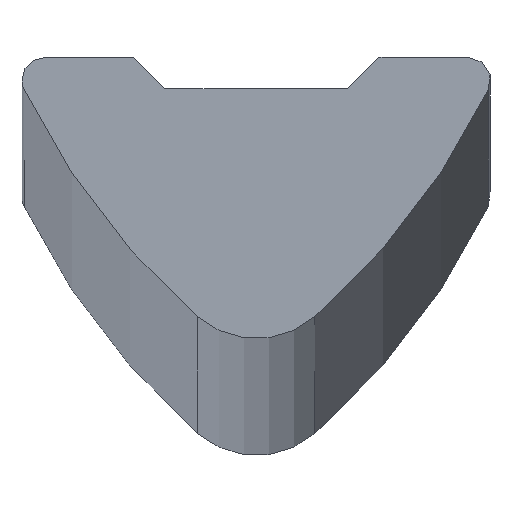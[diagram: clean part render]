
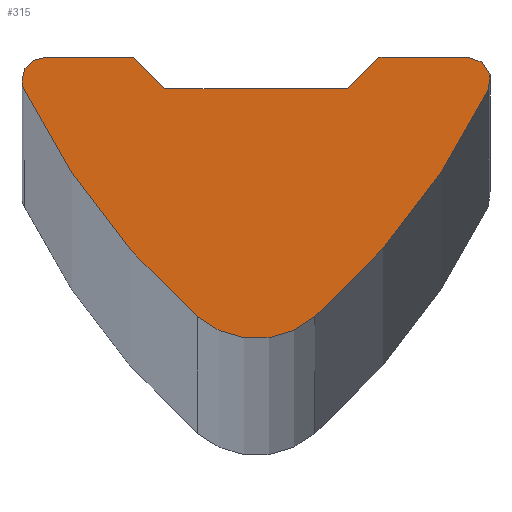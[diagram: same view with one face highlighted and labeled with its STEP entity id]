
A CAD part, top view. The second image highlights one B-rep face of the part: STEP entity #315.
In plain terms, the highlighted planar face has unit normal (0, 0, 1).
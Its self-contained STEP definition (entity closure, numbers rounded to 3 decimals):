
#1 = CIRCLE ( 'NONE', #365, 0.5 ) ;
#3 = AXIS2_PLACEMENT_3D ( 'NONE', #81, #216, #163 ) ;
#8 = DIRECTION ( 'NONE',  ( -1., 0., 0. ) ) ;
#17 = VECTOR ( 'NONE', #326, 1000. ) ;
#18 = CIRCLE ( 'NONE', #288, 16. ) ;
#20 = DIRECTION ( 'NONE',  ( 1., 0., 0. ) ) ;
#23 = CARTESIAN_POINT ( 'NONE',  ( -2.75, 0., 1500. ) ) ;
#27 = LINE ( 'NONE', #387, #17 ) ;
#30 = VECTOR ( 'NONE', #275, 1000. ) ;
#31 = LINE ( 'NONE', #270, #30 ) ;
#36 = VECTOR ( 'NONE', #121, 1000. ) ;
#39 = CIRCLE ( 'NONE', #156, 0.5 ) ;
#48 = CARTESIAN_POINT ( 'NONE',  ( 2.75, 0., 1500. ) ) ;
#50 = LINE ( 'NONE', #239, #36 ) ;
#57 = DIRECTION ( 'NONE',  ( 0., 0., 1. ) ) ;
#60 = VECTOR ( 'NONE', #332, 1000. ) ;
#61 = CARTESIAN_POINT ( 'NONE',  ( 9.203, 6.25, 1500. ) ) ;
#62 = LINE ( 'NONE', #409, #60 ) ;
#65 = DIRECTION ( 'NONE',  ( -1., 0., 0. ) ) ;
#66 = VECTOR ( 'NONE', #8, 1000. ) ;
#68 = LINE ( 'NONE', #215, #66 ) ;
#72 = EDGE_CURVE ( 'NONE', #222, #303, #107, .T. ) ;
#81 = CARTESIAN_POINT ( 'NONE',  ( 4.75, -0.5, 1500. ) ) ;
#83 = DIRECTION ( 'NONE',  ( 0., 0., 1. ) ) ;
#89 = CARTESIAN_POINT ( 'NONE',  ( -9.203, 6.25, 1500. ) ) ;
#105 = CARTESIAN_POINT ( 'NONE',  ( -5.2, -0.718, 1500. ) ) ;
#107 = CIRCLE ( 'NONE', #3, 0.5 ) ;
#117 = ORIENTED_EDGE ( 'NONE', *, *, #229, .T. ) ;
#118 = ORIENTED_EDGE ( 'NONE', *, *, #228, .T. ) ;
#119 = ORIENTED_EDGE ( 'NONE', *, *, #277, .T. ) ;
#121 = DIRECTION ( 'NONE',  ( -1., 0., 0. ) ) ;
#133 = VERTEX_POINT ( 'NONE', #298 ) ;
#135 = DIRECTION ( 'NONE',  ( 1., 0., 0. ) ) ;
#136 = EDGE_CURVE ( 'NONE', #303, #403, #68, .T. ) ;
#137 = DIRECTION ( 'NONE',  ( 0., 0., 1. ) ) ;
#141 = CARTESIAN_POINT ( 'NONE',  ( 0., -4.3, 1500. ) ) ;
#145 = ORIENTED_EDGE ( 'NONE', *, *, #258, .T. ) ;
#147 = ORIENTED_EDGE ( 'NONE', *, *, #320, .T. ) ;
#149 = ORIENTED_EDGE ( 'NONE', *, *, #336, .T. ) ;
#150 = VERTEX_POINT ( 'NONE', #235 ) ;
#152 = ORIENTED_EDGE ( 'NONE', *, *, #72, .T. ) ;
#156 = AXIS2_PLACEMENT_3D ( 'NONE', #272, #244, #232 ) ;
#161 = EDGE_CURVE ( 'NONE', #403, #133, #62, .T. ) ;
#162 = ORIENTED_EDGE ( 'NONE', *, *, #161, .T. ) ;
#163 = DIRECTION ( 'NONE',  ( -1., 0., 0. ) ) ;
#164 = CARTESIAN_POINT ( 'NONE',  ( -1.315, -5.807, 1500. ) ) ;
#167 = ORIENTED_EDGE ( 'NONE', *, *, #193, .T. ) ;
#172 = ORIENTED_EDGE ( 'NONE', *, *, #208, .T. ) ;
#189 = AXIS2_PLACEMENT_3D ( 'NONE', #141, #137, #135 ) ;
#193 = EDGE_CURVE ( 'NONE', #133, #150, #50, .T. ) ;
#195 = DIRECTION ( 'NONE',  ( 1., 0., 0. ) ) ;
#198 = DIRECTION ( 'NONE',  ( 0., 0., 1. ) ) ;
#208 = EDGE_CURVE ( 'NONE', #150, #432, #31, .T. ) ;
#214 = PLANE ( 'NONE',  #341 ) ;
#215 = CARTESIAN_POINT ( 'NONE',  ( 4.75, 0., 1500. ) ) ;
#216 = DIRECTION ( 'NONE',  ( 0., 0., 1. ) ) ;
#222 = VERTEX_POINT ( 'NONE', #428 ) ;
#228 = EDGE_CURVE ( 'NONE', #311, #445, #39, .T. ) ;
#229 = EDGE_CURVE ( 'NONE', #432, #311, #27, .T. ) ;
#232 = DIRECTION ( 'NONE',  ( 1., 0., 0. ) ) ;
#235 = CARTESIAN_POINT ( 'NONE',  ( -2.05, -0.7, 1500. ) ) ;
#239 = CARTESIAN_POINT ( 'NONE',  ( -2.05, -0.7, 1500. ) ) ;
#242 = CARTESIAN_POINT ( 'NONE',  ( 4.75, 0., 1500. ) ) ;
#244 = DIRECTION ( 'NONE',  ( 0., 0., 1. ) ) ;
#251 = CARTESIAN_POINT ( 'NONE',  ( -4.75, 0., 1500. ) ) ;
#254 = CARTESIAN_POINT ( 'NONE',  ( -4.75, -0.5, 1500. ) ) ;
#258 = EDGE_CURVE ( 'NONE', #344, #321, #18, .T. ) ;
#270 = CARTESIAN_POINT ( 'NONE',  ( -2.75, 0., 1500. ) ) ;
#272 = CARTESIAN_POINT ( 'NONE',  ( -4.75, -0.5, 1500. ) ) ;
#275 = DIRECTION ( 'NONE',  ( -0.707, 0.707, 0. ) ) ;
#277 = EDGE_CURVE ( 'NONE', #445, #344, #1, .T. ) ;
#279 = VERTEX_POINT ( 'NONE', #414 ) ;
#288 = AXIS2_PLACEMENT_3D ( 'NONE', #61, #57, #20 ) ;
#298 = CARTESIAN_POINT ( 'NONE',  ( 2.05, -0.7, 1500. ) ) ;
#303 = VERTEX_POINT ( 'NONE', #242 ) ;
#311 = VERTEX_POINT ( 'NONE', #251 ) ;
#315 = ADVANCED_FACE ( 'NONE', ( #442 ), #214, .T. ) ;
#320 = EDGE_CURVE ( 'NONE', #321, #279, #440, .T. ) ;
#321 = VERTEX_POINT ( 'NONE', #164 ) ;
#326 = DIRECTION ( 'NONE',  ( -1., 0., 0. ) ) ;
#328 = ORIENTED_EDGE ( 'NONE', *, *, #136, .T. ) ;
#332 = DIRECTION ( 'NONE',  ( -0.707, -0.707, 0. ) ) ;
#336 = EDGE_CURVE ( 'NONE', #279, #222, #418, .T. ) ;
#341 = AXIS2_PLACEMENT_3D ( 'NONE', #254, #198, #195 ) ;
#344 = VERTEX_POINT ( 'NONE', #105 ) ;
#365 = AXIS2_PLACEMENT_3D ( 'NONE', #408, #406, #389 ) ;
#377 = CARTESIAN_POINT ( 'NONE',  ( -5.25, -0.5, 1500. ) ) ;
#387 = CARTESIAN_POINT ( 'NONE',  ( -2.75, 0., 1500. ) ) ;
#389 = DIRECTION ( 'NONE',  ( 1., 0., 0. ) ) ;
#403 = VERTEX_POINT ( 'NONE', #48 ) ;
#404 = AXIS2_PLACEMENT_3D ( 'NONE', #89, #83, #65 ) ;
#406 = DIRECTION ( 'NONE',  ( 0., 0., 1. ) ) ;
#408 = CARTESIAN_POINT ( 'NONE',  ( -4.75, -0.5, 1500. ) ) ;
#409 = CARTESIAN_POINT ( 'NONE',  ( 2.75, 0., 1500. ) ) ;
#414 = CARTESIAN_POINT ( 'NONE',  ( 1.315, -5.807, 1500. ) ) ;
#418 = CIRCLE ( 'NONE', #404, 16. ) ;
#427 = EDGE_LOOP ( 'NONE', ( #117, #118, #119, #145, #147, #149, #152, #328, #162, #167, #172 ) ) ;
#428 = CARTESIAN_POINT ( 'NONE',  ( 5.2, -0.718, 1500. ) ) ;
#432 = VERTEX_POINT ( 'NONE', #23 ) ;
#440 = CIRCLE ( 'NONE', #189, 2. ) ;
#442 = FACE_OUTER_BOUND ( 'NONE', #427, .T. ) ;
#445 = VERTEX_POINT ( 'NONE', #377 ) ;
